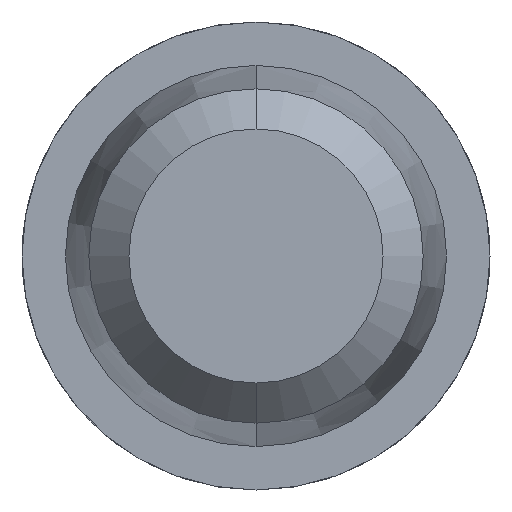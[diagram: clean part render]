
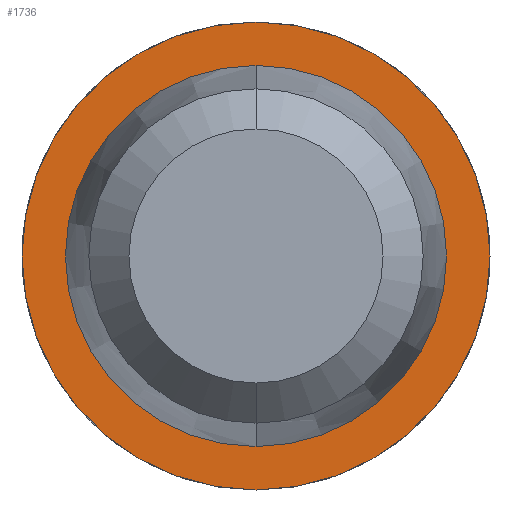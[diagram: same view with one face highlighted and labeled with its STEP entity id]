
A CAD part, front view. The second image highlights one B-rep face of the part: STEP entity #1736.
In plain terms, the highlighted planar face has unit normal (0, -1, 0).
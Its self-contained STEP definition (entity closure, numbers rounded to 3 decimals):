
#77 = AXIS2_PLACEMENT_3D ( 'NONE', #769, #2538, #410 ) ;
#143 = DIRECTION ( 'NONE',  ( 0., -1., 0. ) ) ;
#167 = AXIS2_PLACEMENT_3D ( 'NONE', #2209, #2568, #792 ) ;
#410 = DIRECTION ( 'NONE',  ( 0., 0., -1. ) ) ;
#509 = CIRCLE ( 'NONE', #2506, 0.57 ) ;
#581 = CARTESIAN_POINT ( 'NONE',  ( 0., 26., 0.57 ) ) ;
#667 = CARTESIAN_POINT ( 'NONE',  ( 0., 26., 0.7 ) ) ;
#769 = CARTESIAN_POINT ( 'NONE',  ( 0.57, 26., 0. ) ) ;
#792 = DIRECTION ( 'NONE',  ( 0., 0., -1. ) ) ;
#885 = CIRCLE ( 'NONE', #3824, 0.7 ) ;
#1402 = VERTEX_POINT ( 'NONE', #3020 ) ;
#1511 = DIRECTION ( 'NONE',  ( 0., -1., 0. ) ) ;
#1736 = ADVANCED_FACE ( 'Defeature ausgef�hrt2_10', ( #3518, #2405 ), #1844, .T. ) ;
#1775 = ORIENTED_EDGE ( 'NONE', *, *, #3277, .F. ) ;
#1800 = EDGE_CURVE ( 'Defeature ausgef�hrt2_9+Defeature ausgef�hrt2_10+Defeature ausgef�hrt2_10+Defeature ausgef�hrt2_10', #4319, #2459, #509, .T. ) ;
#1844 = PLANE ( 'NONE',  #77 ) ;
#2082 = CARTESIAN_POINT ( 'NONE',  ( 0., 26., 0. ) ) ;
#2098 = DIRECTION ( 'NONE',  ( 0., 0., -1. ) ) ;
#2141 = CARTESIAN_POINT ( 'NONE',  ( 0., 26., -0.57 ) ) ;
#2154 = ORIENTED_EDGE ( 'NONE', *, *, #2257, .T. ) ;
#2209 = CARTESIAN_POINT ( 'NONE',  ( 0., 26., 0. ) ) ;
#2257 = EDGE_CURVE ( 'Defeature ausgef�hrt2_10+Defeature ausgef�hrt2_11+Defeature ausgef�hrt2_11+Defeature ausgef�hrt2_11', #3364, #1402, #885, .T. ) ;
#2300 = DIRECTION ( 'NONE',  ( 0., 0., -1. ) ) ;
#2405 = FACE_BOUND ( 'NONE', #4195, .T. ) ;
#2409 = DIRECTION ( 'NONE',  ( 0., -1., 0. ) ) ;
#2459 = VERTEX_POINT ( 'NONE', #2141 ) ;
#2506 = AXIS2_PLACEMENT_3D ( 'NONE', #2575, #1511, #3625 ) ;
#2538 = DIRECTION ( 'NONE',  ( 0., -1., 0. ) ) ;
#2568 = DIRECTION ( 'NONE',  ( 0., -1., 0. ) ) ;
#2575 = CARTESIAN_POINT ( 'NONE',  ( 0., 26., 0. ) ) ;
#2844 = CIRCLE ( 'NONE', #167, 0.7 ) ;
#2916 = CIRCLE ( 'NONE', #2968, 0.57 ) ;
#2968 = AXIS2_PLACEMENT_3D ( 'NONE', #2082, #2409, #2098 ) ;
#2976 = EDGE_CURVE ( 'Defeature ausgef�hrt2_10+Defeature ausgef�hrt2_11+Defeature ausgef�hrt2_11+Defeature ausgef�hrt2_11', #1402, #3364, #2844, .T. ) ;
#3020 = CARTESIAN_POINT ( 'NONE',  ( 0., 26., -0.7 ) ) ;
#3277 = EDGE_CURVE ( 'Defeature ausgef�hrt2_9+Defeature ausgef�hrt2_10+Defeature ausgef�hrt2_10+Defeature ausgef�hrt2_10', #2459, #4319, #2916, .T. ) ;
#3364 = VERTEX_POINT ( 'NONE', #667 ) ;
#3518 = FACE_OUTER_BOUND ( 'NONE', #3938, .T. ) ;
#3625 = DIRECTION ( 'NONE',  ( 0., 0., -1. ) ) ;
#3824 = AXIS2_PLACEMENT_3D ( 'NONE', #4425, #143, #2300 ) ;
#3938 = EDGE_LOOP ( 'NONE', ( #4207, #2154 ) ) ;
#4134 = ORIENTED_EDGE ( 'NONE', *, *, #1800, .F. ) ;
#4195 = EDGE_LOOP ( 'NONE', ( #4134, #1775 ) ) ;
#4207 = ORIENTED_EDGE ( 'NONE', *, *, #2976, .T. ) ;
#4319 = VERTEX_POINT ( 'NONE', #581 ) ;
#4425 = CARTESIAN_POINT ( 'NONE',  ( 0., 26., 0. ) ) ;
